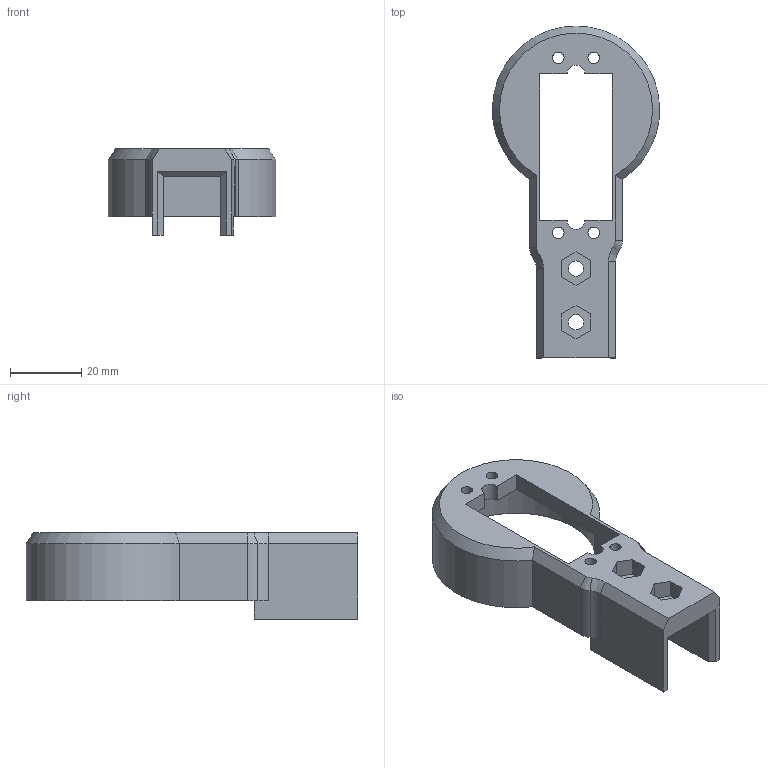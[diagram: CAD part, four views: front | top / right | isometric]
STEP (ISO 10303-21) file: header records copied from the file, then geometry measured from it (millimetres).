
FILE_DESCRIPTION(/* description */ ('STEP AP214'),/* implementation_level */ '2;1');
FILE_NAME(/* name */ '681941e250d50a4ee4875a30',/* time_stamp */ '2025-05-05T22:55:31Z',/* author */ (''),/* organization */ (''),/* preprocessor_version */ 'ST-DEVELOPER v20',/* originating_system */ 'ONSHAPE BY PTC INC, 1.197',/* authorisation */ ' ');
FILE_SCHEMA (('AUTOMOTIVE_DESIGN {1 0 10303 214 3 1 1}'));
Length unit declared in the file: metre
Products named in the file (1): Part 1
Bounding box: 46.84 x 92.94 x 24.2 mm (x, y, z)
Volume: 15727 mm3; surface area: 13169.5 mm2
Topology: 1 solids, 1 shells, 65 faces, 168 edges, 108 vertices
Faces by surface type: plane 46, cylinder 14, cone 5
Full cylindrical faces by diameter (mm): 3.2 x4, 4.3 x2
Entity records: 1990 total; most frequent: CARTESIAN_POINT 342, DIRECTION 326, ORIENTED_EDGE 324, EDGE_CURVE 162, LINE 126, VECTOR 126, VERTEX_POINT 108, AXIS2_PLACEMENT_3D 100
